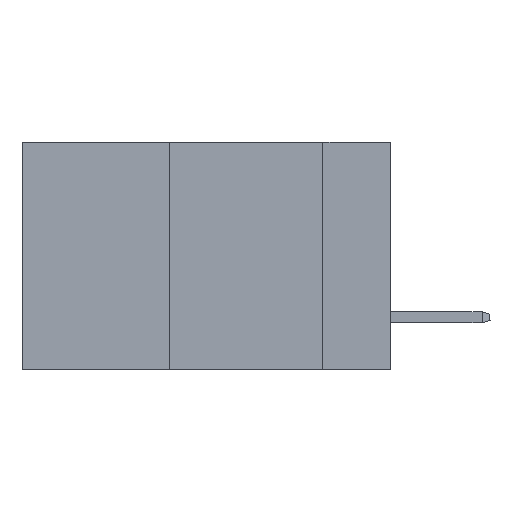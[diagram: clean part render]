
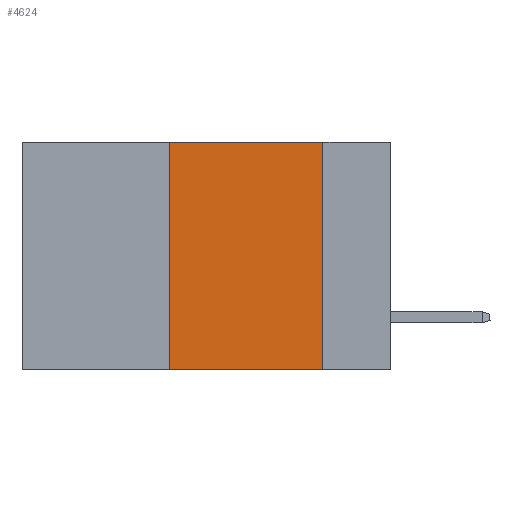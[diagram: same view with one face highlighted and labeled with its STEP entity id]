
A CAD part, left-side view. The second image highlights one B-rep face of the part: STEP entity #4624.
In plain terms, the highlighted planar face has unit normal (-1, 0, 0).
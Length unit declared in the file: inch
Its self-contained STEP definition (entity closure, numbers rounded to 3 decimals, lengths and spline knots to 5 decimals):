
#613 = ORIENTED_EDGE ( 'NONE', *, *, #8600, .T. ) ;
#1092 = PLANE ( 'NONE',  #13815 ) ;
#1595 = LINE ( 'NONE', #19709, #17833 ) ;
#2759 = CARTESIAN_POINT ( 'NONE',  ( 0., 0.36, -0.37 ) ) ;
#3460 = VERTEX_POINT ( 'NONE', #2759 ) ;
#3615 = VECTOR ( 'NONE', #20189, 39.37008 ) ;
#3957 = VECTOR ( 'NONE', #19100, 39.37008 ) ;
#4252 = LINE ( 'NONE', #17143, #3957 ) ;
#4624 = ADVANCED_FACE ( 'NONE', ( #13784 ), #1092, .F. ) ;
#4701 = VERTEX_POINT ( 'NONE', #4778 ) ;
#4778 = CARTESIAN_POINT ( 'NONE',  ( 0., 0.11, -0.37 ) ) ;
#6323 = LINE ( 'NONE', #6365, #3615 ) ;
#6365 = CARTESIAN_POINT ( 'NONE',  ( 0., 0.6, 0. ) ) ;
#6405 = DIRECTION ( 'NONE',  ( 0., 0., 1. ) ) ;
#6742 = ORIENTED_EDGE ( 'NONE', *, *, #15380, .F. ) ;
#7198 = CARTESIAN_POINT ( 'NONE',  ( 0., 0.11, 0. ) ) ;
#8600 = EDGE_CURVE ( 'NONE', #3460, #4701, #1595, .T. ) ;
#8845 = EDGE_CURVE ( 'NONE', #12491, #4701, #4252, .T. ) ;
#9602 = EDGE_CURVE ( 'NONE', #21073, #12491, #6323, .T. ) ;
#10235 = CARTESIAN_POINT ( 'NONE',  ( 0., 0.36, 0. ) ) ;
#10563 = CARTESIAN_POINT ( 'NONE',  ( 0., 0.6, 0. ) ) ;
#12334 = DIRECTION ( 'NONE',  ( 0., 0., -1. ) ) ;
#12446 = ORIENTED_EDGE ( 'NONE', *, *, #8845, .F. ) ;
#12491 = VERTEX_POINT ( 'NONE', #7198 ) ;
#13784 = FACE_OUTER_BOUND ( 'NONE', #24379, .T. ) ;
#13815 = AXIS2_PLACEMENT_3D ( 'NONE', #10563, #14371, #12334 ) ;
#14111 = LINE ( 'NONE', #23605, #18640 ) ;
#14371 = DIRECTION ( 'NONE',  ( 1., 0., 0. ) ) ;
#15380 = EDGE_CURVE ( 'NONE', #3460, #21073, #14111, .T. ) ;
#15557 = DIRECTION ( 'NONE',  ( 0., -1., 0. ) ) ;
#17143 = CARTESIAN_POINT ( 'NONE',  ( 0., 0.11, 0. ) ) ;
#17833 = VECTOR ( 'NONE', #15557, 39.37008 ) ;
#18640 = VECTOR ( 'NONE', #6405, 39.37008 ) ;
#18798 = ORIENTED_EDGE ( 'NONE', *, *, #9602, .F. ) ;
#19100 = DIRECTION ( 'NONE',  ( 0., 0., -1. ) ) ;
#19709 = CARTESIAN_POINT ( 'NONE',  ( 0., 0.6, -0.37 ) ) ;
#20189 = DIRECTION ( 'NONE',  ( 0., -1., 0. ) ) ;
#21073 = VERTEX_POINT ( 'NONE', #10235 ) ;
#23605 = CARTESIAN_POINT ( 'NONE',  ( 0., 0.36, 0. ) ) ;
#24379 = EDGE_LOOP ( 'NONE', ( #12446, #18798, #6742, #613 ) ) ;
